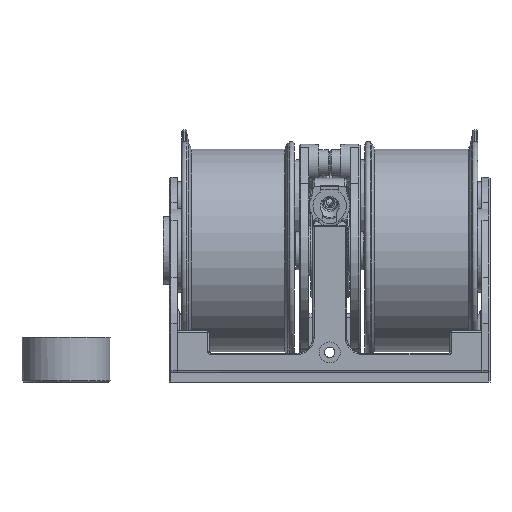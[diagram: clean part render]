
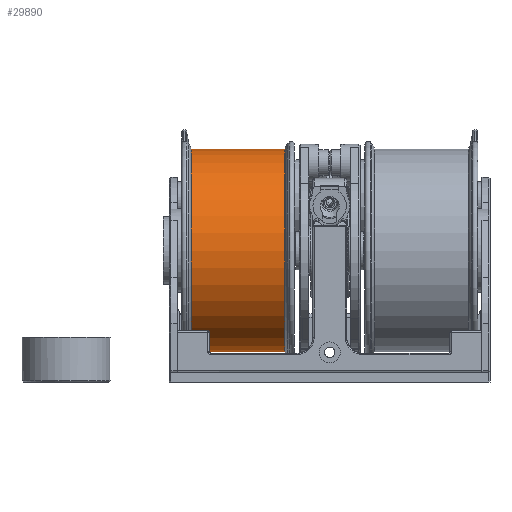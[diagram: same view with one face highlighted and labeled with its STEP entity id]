
A CAD part, front view. The second image highlights one B-rep face of the part: STEP entity #29890.
In plain terms, the highlighted cylindrical face has radius 31.625 mm (diameter 63.25 mm), a full revolution.
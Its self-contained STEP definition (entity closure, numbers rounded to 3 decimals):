
#2062=LINE('',#43567,#4523);
#4523=VECTOR('',#35348,31.625);
#6796=CYLINDRICAL_SURFACE('',#32049,31.625);
#7396=FACE_OUTER_BOUND('',#9241,.T.);
#9241=EDGE_LOOP('',(#20406,#20407,#20408,#20409));
#11171=CIRCLE('',#32047,31.625);
#11173=CIRCLE('',#32050,31.625);
#12508=VERTEX_POINT('',#43561);
#12509=VERTEX_POINT('',#43565);
#15490=EDGE_CURVE('',#12508,#12508,#11171,.T.);
#15492=EDGE_CURVE('',#12509,#12509,#11173,.T.);
#15493=EDGE_CURVE('',#12509,#12508,#2062,.T.);
#20406=ORIENTED_EDGE('',*,*,#15492,.T.);
#20407=ORIENTED_EDGE('',*,*,#15493,.T.);
#20408=ORIENTED_EDGE('',*,*,#15490,.F.);
#20409=ORIENTED_EDGE('',*,*,#15493,.F.);
#29890=ADVANCED_FACE('',(#7396),#6796,.T.);
#32047=AXIS2_PLACEMENT_3D('',#43562,#35340,#35341);
#32049=AXIS2_PLACEMENT_3D('',#43564,#35344,#35345);
#32050=AXIS2_PLACEMENT_3D('',#43566,#35346,#35347);
#35340=DIRECTION('center_axis',(1.,0.,0.));
#35341=DIRECTION('ref_axis',(0.,0.,-1.));
#35344=DIRECTION('center_axis',(1.,0.,0.));
#35345=DIRECTION('ref_axis',(0.,0.,-1.));
#35346=DIRECTION('center_axis',(1.,0.,0.));
#35347=DIRECTION('ref_axis',(0.,0.,-1.));
#35348=DIRECTION('',(1.,0.,0.));
#43561=CARTESIAN_POINT('',(43.273,0.,31.625));
#43562=CARTESIAN_POINT('Origin',(43.273,0.,0.));
#43564=CARTESIAN_POINT('Origin',(28.625,0.,0.));
#43565=CARTESIAN_POINT('',(13.977,0.,31.625));
#43566=CARTESIAN_POINT('Origin',(13.977,0.,0.));
#43567=CARTESIAN_POINT('',(28.625,0.,31.625));
